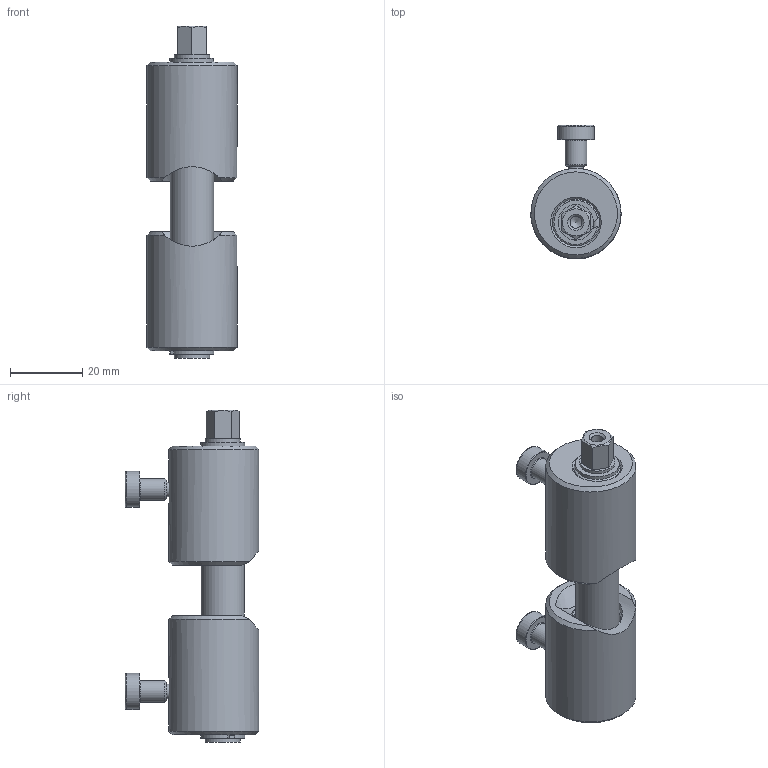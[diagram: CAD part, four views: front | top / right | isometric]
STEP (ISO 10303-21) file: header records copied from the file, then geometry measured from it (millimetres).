
FILE_DESCRIPTION (( 'STEP AP214' ), '1' );
FILE_NAME ('STARK_2000 001_B.STEP', '2021-02-10T08:19:53', ( '' ), ( '' ), 'SwSTEP 2.0', 'SolidWorks 2019', '' );
FILE_SCHEMA (( 'AUTOMOTIVE_DESIGN' ));
Length unit declared in the file: millimetre
Products named in the file (1): STARK_2000 001_B
Bounding box: 24.98 x 36.99 x 92 mm (x, y, z)
Volume: 34092.1 mm3; surface area: 10303.5 mm2
Topology: 1 solids, 1 shells, 118 faces, 286 edges, 184 vertices
Faces by surface type: plane 54, cylinder 34, cone 20, torus 10
Full cylindrical faces by diameter (mm): 3.3 x1, 4 x2, 6.001 x2, 9.2 x2, 9.8 x4, 9.999 x2, 10.001 x2, 12 x1, 13 x2, 25 x2
Entity records: 4110 total; most frequent: CARTESIAN_POINT 987, DIRECTION 508, ORIENTED_EDGE 436, EDGE_CURVE 218, AXIS2_PLACEMENT_3D 203, EDGE_LOOP 182, VERTEX_POINT 162, FACE_OUTER_BOUND 148
